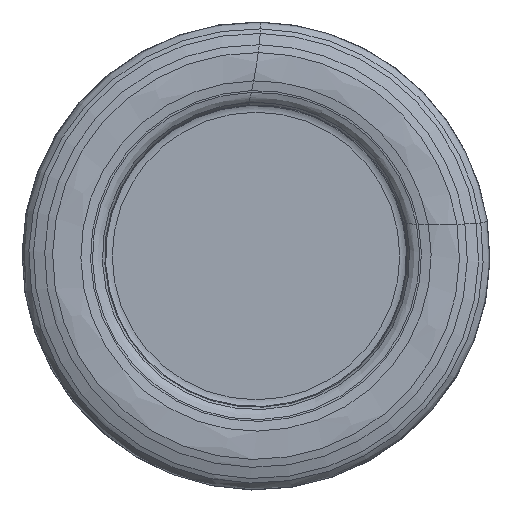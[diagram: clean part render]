
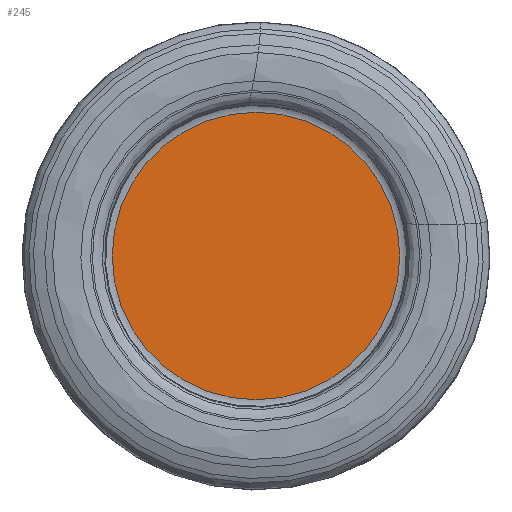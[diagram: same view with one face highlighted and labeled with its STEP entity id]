
A CAD part, left-side view. The second image highlights one B-rep face of the part: STEP entity #245.
In plain terms, the highlighted planar face has unit normal (-1, 0, 0).
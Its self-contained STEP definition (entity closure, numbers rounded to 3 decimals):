
#169=PLANE('',#1026);
#172=FACE_OUTER_BOUND('',#367,.T.);
#245=ADVANCED_FACE('',(#172),#169,.F.);
#367=EDGE_LOOP('',(#459));
#459=ORIENTED_EDGE('',*,*,#787,.T.);
#713=VERTEX_POINT('',#1423);
#787=EDGE_CURVE('',#713,#713,#917,.T.);
#917=CIRCLE('',#1025,10.135);
#1025=AXIS2_PLACEMENT_3D('',#1422,#1160,#1161);
#1026=AXIS2_PLACEMENT_3D('',#1424,#1162,#1163);
#1160=DIRECTION('',(-1.,0.,0.));
#1161=DIRECTION('',(0.,0.,1.));
#1162=DIRECTION('',(1.,0.,0.));
#1163=DIRECTION('',(0.,0.,-1.));
#1422=CARTESIAN_POINT('',(1.9,0.,0.));
#1423=CARTESIAN_POINT('',(1.9,0.,10.135));
#1424=CARTESIAN_POINT('',(1.9,10.135,0.));
